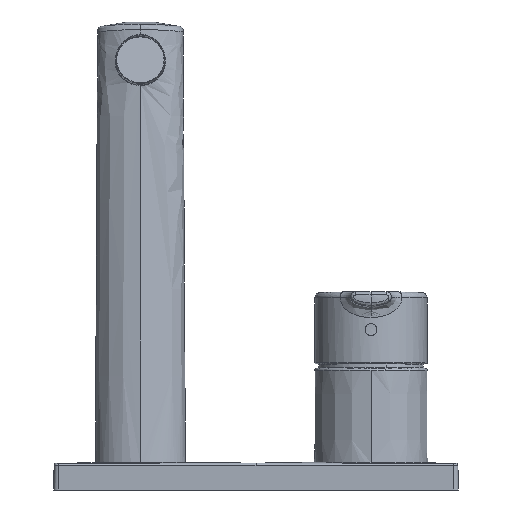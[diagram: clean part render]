
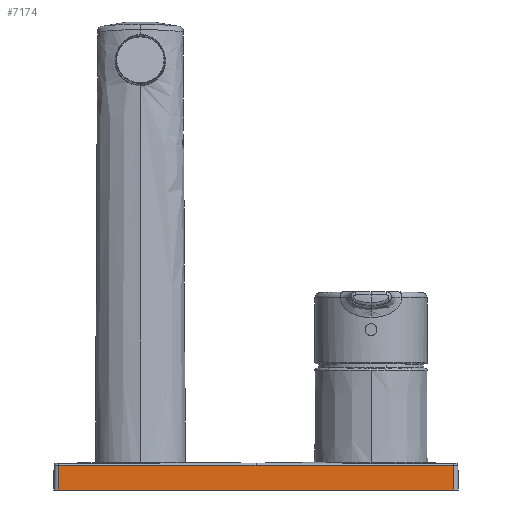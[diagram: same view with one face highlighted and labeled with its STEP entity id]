
A CAD part, front view. The second image highlights one B-rep face of the part: STEP entity #7174.
In plain terms, the highlighted planar face has unit normal (0, -1, 0.018).
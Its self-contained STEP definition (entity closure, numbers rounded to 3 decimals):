
#494 = VECTOR ( 'NONE', #6937, 1000. ) ;
#903 = CARTESIAN_POINT ( 'NONE',  ( -50., -37.314, 10.642 ) ) ;
#1215 = B_SPLINE_CURVE_WITH_KNOTS ( 'NONE', 2,
 ( #2532, #7261, #903 ),
 .UNSPECIFIED., .F., .F.,
 ( 3, 3 ),
 ( 0., 1. ),
 .UNSPECIFIED. ) ;
#1282 = VECTOR ( 'NONE', #4826, 1000. ) ;
#1849 = CARTESIAN_POINT ( 'NONE',  ( -135.5, -37.5, 0. ) ) ;
#2125 = FACE_OUTER_BOUND ( 'NONE', #6865, .T. ) ;
#2532 = CARTESIAN_POINT ( 'NONE',  ( -135.315, -37.315, 10.619 ) ) ;
#2555 = ORIENTED_EDGE ( 'NONE', *, *, #2701, .F. ) ;
#2621 = CARTESIAN_POINT ( 'NONE',  ( -7.343, -37.314, 10.642 ) ) ;
#2701 = EDGE_CURVE ( 'NONE', #3465, #7294, #1215, .T. ) ;
#2813 = B_SPLINE_CURVE_WITH_KNOTS ( 'NONE', 2,
 ( #3270, #2621, #5921 ),
 .UNSPECIFIED., .F., .F.,
 ( 3, 3 ),
 ( 0., 1. ),
 .UNSPECIFIED. ) ;
#3181 = DIRECTION ( 'NONE',  ( 0., -0.017, -1. ) ) ;
#3198 = CARTESIAN_POINT ( 'NONE',  ( -135.408, -37.407, 5.309 ) ) ;
#3270 = CARTESIAN_POINT ( 'NONE',  ( -50., -37.314, 10.642 ) ) ;
#3338 = EDGE_CURVE ( 'NONE', #3857, #3465, #5852, .T. ) ;
#3357 = ORIENTED_EDGE ( 'NONE', *, *, #4050, .F. ) ;
#3444 = LINE ( 'NONE', #6993, #494 ) ;
#3465 = VERTEX_POINT ( 'NONE', #4378 ) ;
#3804 = PLANE ( 'NONE',  #6575 ) ;
#3857 = VERTEX_POINT ( 'NONE', #1849 ) ;
#4050 = EDGE_CURVE ( 'NONE', #8116, #7997, #3444, .T. ) ;
#4378 = CARTESIAN_POINT ( 'NONE',  ( -135.315, -37.315, 10.619 ) ) ;
#4495 = EDGE_CURVE ( 'NONE', #7294, #8116, #2813, .T. ) ;
#4826 = DIRECTION ( 'NONE',  ( -1., 0., 0. ) ) ;
#4991 = ORIENTED_EDGE ( 'NONE', *, *, #4495, .F. ) ;
#5208 = CARTESIAN_POINT ( 'NONE',  ( -50., -37.5, 0. ) ) ;
#5739 = CARTESIAN_POINT ( 'NONE',  ( 35.315, -37.315, 10.619 ) ) ;
#5800 = CARTESIAN_POINT ( 'NONE',  ( -137.5, -37.5, 0. ) ) ;
#5852 = LINE ( 'NONE', #3198, #7017 ) ;
#5921 = CARTESIAN_POINT ( 'NONE',  ( 35.315, -37.315, 10.619 ) ) ;
#6575 = AXIS2_PLACEMENT_3D ( 'NONE', #5800, #7151, #3181 ) ;
#6769 = DIRECTION ( 'NONE',  ( 0.017, 0.017, 1. ) ) ;
#6865 = EDGE_LOOP ( 'NONE', ( #8325, #7636, #3357, #4991, #2555 ) ) ;
#6937 = DIRECTION ( 'NONE',  ( 0.017, -0.017, -1. ) ) ;
#6993 = CARTESIAN_POINT ( 'NONE',  ( 35.408, -37.407, 5.309 ) ) ;
#7017 = VECTOR ( 'NONE', #6769, 1000. ) ;
#7151 = DIRECTION ( 'NONE',  ( 0., 1., -0.017 ) ) ;
#7174 = ADVANCED_FACE ( 'NONE', ( #2125 ), #3804, .F. ) ;
#7261 = CARTESIAN_POINT ( 'NONE',  ( -92.657, -37.314, 10.642 ) ) ;
#7294 = VERTEX_POINT ( 'NONE', #7323 ) ;
#7323 = CARTESIAN_POINT ( 'NONE',  ( -50., -37.314, 10.642 ) ) ;
#7496 = LINE ( 'NONE', #5208, #1282 ) ;
#7636 = ORIENTED_EDGE ( 'NONE', *, *, #7887, .F. ) ;
#7887 = EDGE_CURVE ( 'NONE', #7997, #3857, #7496, .T. ) ;
#7997 = VERTEX_POINT ( 'NONE', #8329 ) ;
#8116 = VERTEX_POINT ( 'NONE', #5739 ) ;
#8325 = ORIENTED_EDGE ( 'NONE', *, *, #3338, .F. ) ;
#8329 = CARTESIAN_POINT ( 'NONE',  ( 35.5, -37.5, 0. ) ) ;
